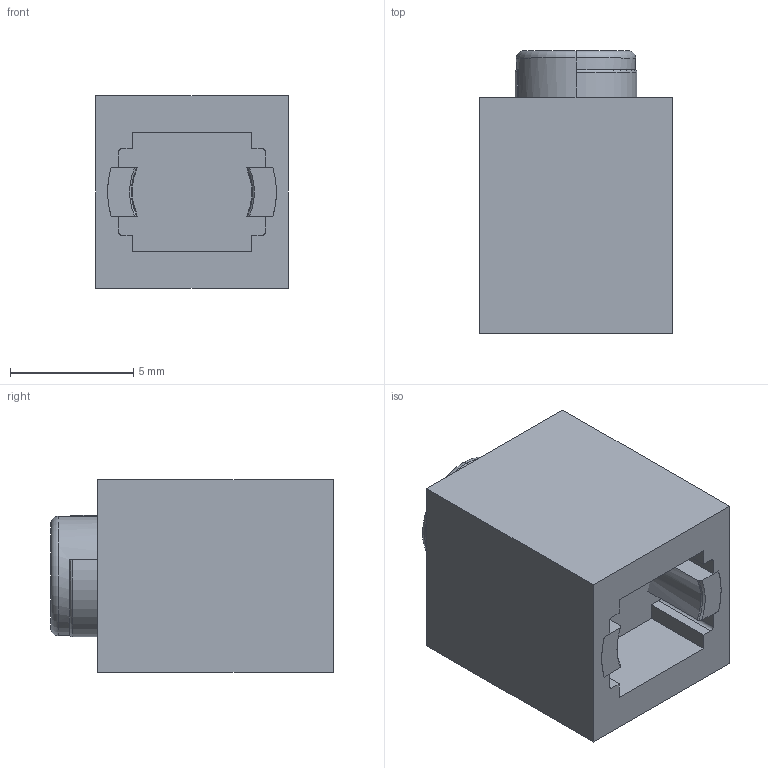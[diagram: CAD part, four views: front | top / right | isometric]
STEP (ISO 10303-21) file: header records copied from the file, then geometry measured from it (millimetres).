
FILE_DESCRIPTION (( 'STEP AP214' ), '1' );
FILE_NAME ('BuildUponsLEDBrickCompleteV4.STEP', '2017-04-04T20:49:45', ( 'Jason' ), ( '' ), 'SwSTEP 2.0', 'SolidWorks 2013', '' );
FILE_SCHEMA (( 'AUTOMOTIVE_DESIGN' ));
Length unit declared in the file: inch
Products named in the file (9): BuildUponsLEDAssemV2; CircuitModel; 0603 Resistor; PLCC4 LED; Build Upons LED Brick PCB; LEDBrickSpacer; BuildUponsLEDBrickMetalV3; LEDBodyV4; BuildUponsLEDBrickCompleteV4
Assembly tree (9 placements, depth 4):
  BuildUponsLEDBrickCompleteV4
    LEDBodyV4
    BuildUponsLEDAssemV2
      BuildUponsLEDBrickMetalV3  x2
      LEDBrickSpacer
      CircuitModel
        Build Upons LED Brick PCB
        PLCC4 LED
        0603 Resistor
Bounding box: 7.8 x 11.45 x 7.8 mm (x, y, z)
Volume: 655.1 mm3; surface area: 953.1 mm2
Topology: 7 solids, 7 shells, 217 faces, 550 edges, 358 vertices
Faces by surface type: plane 121, cylinder 32, bspline 32, torus 18, cone 14
Entity records: 6213 total; most frequent: CARTESIAN_POINT 1431, ORIENTED_EDGE 872, DIRECTION 821, EDGE_CURVE 436, VERTEX_POINT 282, VECTOR 279, LINE 279, AXIS2_PLACEMENT_3D 271
